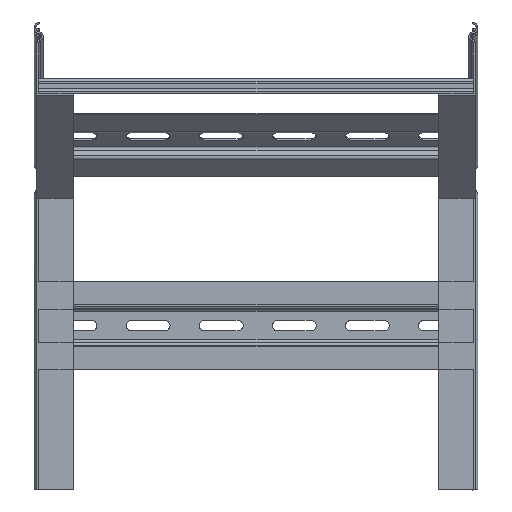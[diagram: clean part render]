
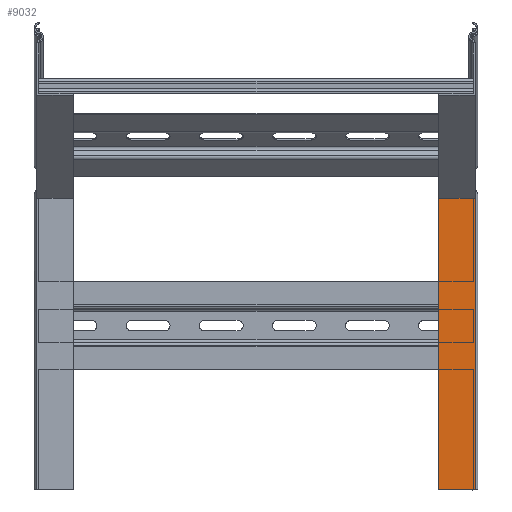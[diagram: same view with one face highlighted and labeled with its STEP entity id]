
A CAD part, front view. The second image highlights one B-rep face of the part: STEP entity #9032.
In plain terms, the highlighted planar face has unit normal (0, -1, 0).
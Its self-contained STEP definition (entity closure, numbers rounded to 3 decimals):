
#731 = ORIENTED_EDGE ( 'NONE', *, *, #3896, .F. ) ;
#769 = FACE_OUTER_BOUND ( 'NONE', #1485, .T. ) ;
#1020 = LINE ( 'NONE', #4789, #6148 ) ;
#1400 = VERTEX_POINT ( 'NONE', #6652 ) ;
#1485 = EDGE_LOOP ( 'NONE', ( #6702, #9127, #731, #6105 ) ) ;
#1587 = DIRECTION ( 'NONE',  ( 1., 0., 0. ) ) ;
#1685 = VERTEX_POINT ( 'NONE', #7208 ) ;
#1727 = CARTESIAN_POINT ( 'NONE',  ( -300., 170.214, -270.814 ) ) ;
#2183 = DIRECTION ( 'NONE',  ( 0., -1., 0. ) ) ;
#2435 = AXIS2_PLACEMENT_3D ( 'NONE', #7930, #2183, #4543 ) ;
#3222 = LINE ( 'NONE', #1727, #4867 ) ;
#3896 = EDGE_CURVE ( 'NONE', #1685, #1400, #1020, .T. ) ;
#3980 = LINE ( 'NONE', #8858, #7065 ) ;
#4295 = EDGE_CURVE ( 'NONE', #5056, #5497, #3980, .T. ) ;
#4322 = CARTESIAN_POINT ( 'NONE',  ( -300., 170.214, -71.311 ) ) ;
#4543 = DIRECTION ( 'NONE',  ( 0., 0., -1. ) ) ;
#4789 = CARTESIAN_POINT ( 'NONE',  ( 0., 170.214, 0. ) ) ;
#4867 = VECTOR ( 'NONE', #1587, 1000. ) ;
#5056 = VERTEX_POINT ( 'NONE', #6540 ) ;
#5487 = EDGE_CURVE ( 'NONE', #5497, #1685, #5771, .T. ) ;
#5497 = VERTEX_POINT ( 'NONE', #7942 ) ;
#5771 = LINE ( 'NONE', #4322, #6184 ) ;
#6105 = ORIENTED_EDGE ( 'NONE', *, *, #5487, .F. ) ;
#6148 = VECTOR ( 'NONE', #7515, 1000. ) ;
#6184 = VECTOR ( 'NONE', #6695, 1000. ) ;
#6540 = CARTESIAN_POINT ( 'NONE',  ( -25., 170.214, -270.814 ) ) ;
#6652 = CARTESIAN_POINT ( 'NONE',  ( 0., 170.214, -270.814 ) ) ;
#6695 = DIRECTION ( 'NONE',  ( 1., 0., 0. ) ) ;
#6702 = ORIENTED_EDGE ( 'NONE', *, *, #4295, .F. ) ;
#7065 = VECTOR ( 'NONE', #7457, 1000. ) ;
#7208 = CARTESIAN_POINT ( 'NONE',  ( 0., 170.214, -71.311 ) ) ;
#7271 = PLANE ( 'NONE',  #2435 ) ;
#7286 = EDGE_CURVE ( 'NONE', #5056, #1400, #3222, .T. ) ;
#7457 = DIRECTION ( 'NONE',  ( 0., 0., 1. ) ) ;
#7515 = DIRECTION ( 'NONE',  ( 0., 0., -1. ) ) ;
#7930 = CARTESIAN_POINT ( 'NONE',  ( -300., 170.214, 0. ) ) ;
#7942 = CARTESIAN_POINT ( 'NONE',  ( -25., 170.214, -71.311 ) ) ;
#8858 = CARTESIAN_POINT ( 'NONE',  ( -25., 170.214, 0. ) ) ;
#9032 = ADVANCED_FACE ( 'NONE', ( #769 ), #7271, .T. ) ;
#9127 = ORIENTED_EDGE ( 'NONE', *, *, #7286, .T. ) ;
